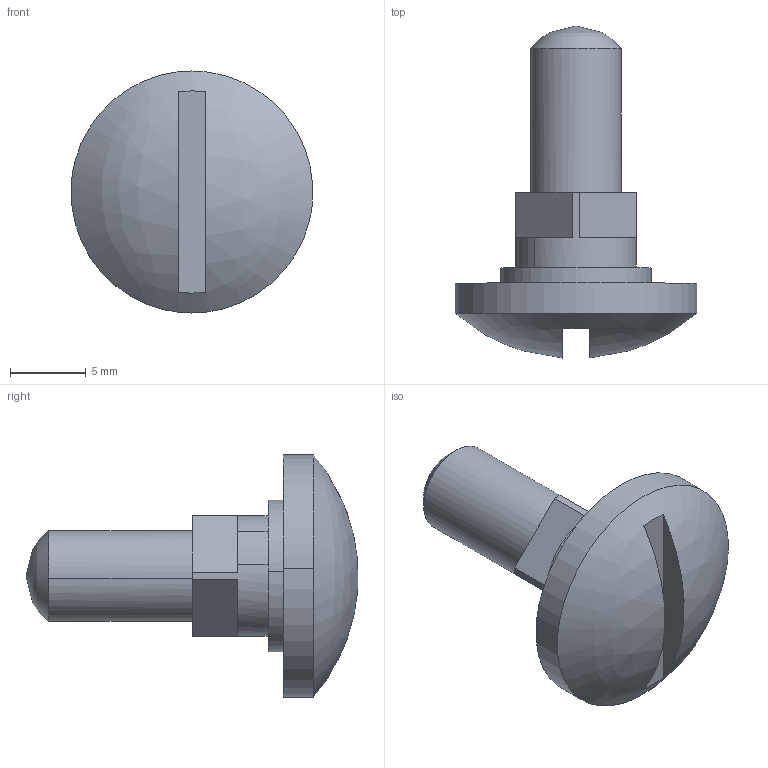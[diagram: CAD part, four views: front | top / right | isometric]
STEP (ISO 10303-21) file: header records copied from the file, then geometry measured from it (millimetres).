
FILE_DESCRIPTION((''),'2;1');
FILE_NAME('','2005-07-15T17:28:16',(''),(''),'','CADfix','');
FILE_SCHEMA(('AUTOMOTIVE_DESIGN'));
Length unit declared in the file: millimetre
Products named in the file (1): knob
Bounding box: 15.98 x 21.95 x 16 mm (x, y, z)
Volume: 1265.4 mm3; surface area: 902.5 mm2
Topology: 1 solids, 1 shells, 27 faces, 74 edges, 52 vertices
Faces by surface type: bspline 27
Entity records: 899 total; most frequent: CARTESIAN_POINT 469, ORIENTED_EDGE 148, EDGE_CURVE 74, VERTEX_POINT 52, EDGE_LOOP 30, QUASI_UNIFORM_CURVE 29, FACE_OUTER_BOUND 27, ADVANCED_FACE 27
